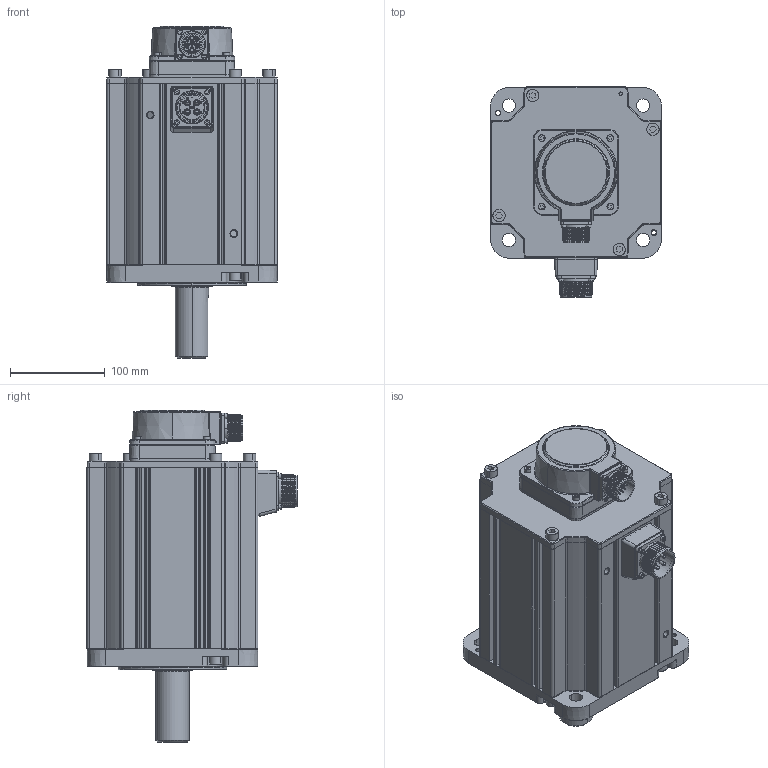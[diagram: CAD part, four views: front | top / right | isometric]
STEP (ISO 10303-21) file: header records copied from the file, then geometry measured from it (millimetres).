
FILE_DESCRIPTION (( 'STEP AP203' ), '1' );
FILE_NAME ('MS6G-180TH15E2-47P5.STEP', '2025-04-19T04:58:58', ( '' ), ( '' ), 'SwSTEP 2.0', 'SolidWorks 2022', '' );
FILE_SCHEMA (( 'CONFIG_CONTROL_DESIGN' ));
Length unit declared in the file: millimetre
Products named in the file (1): MS6G-180TH15E2-47P5
Bounding box: 180 x 221.1 x 349.5 mm (x, y, z)
Volume: 6508185.4 mm3; surface area: 518466.4 mm2
Topology: 42 solids, 42 shells, 3490 faces, 8876 edges, 5647 vertices
Faces by surface type: plane 1364, cylinder 880, bspline 727, cone 269, torus 205, sphere 45
Entity records: 146643 total; most frequent: CARTESIAN_POINT 67353, ORIENTED_EDGE 17552, DIRECTION 14575, EDGE_CURVE 8776, VERTEX_POINT 5647, AXIS2_PLACEMENT_3D 5098, LINE 4379, VECTOR 4379
